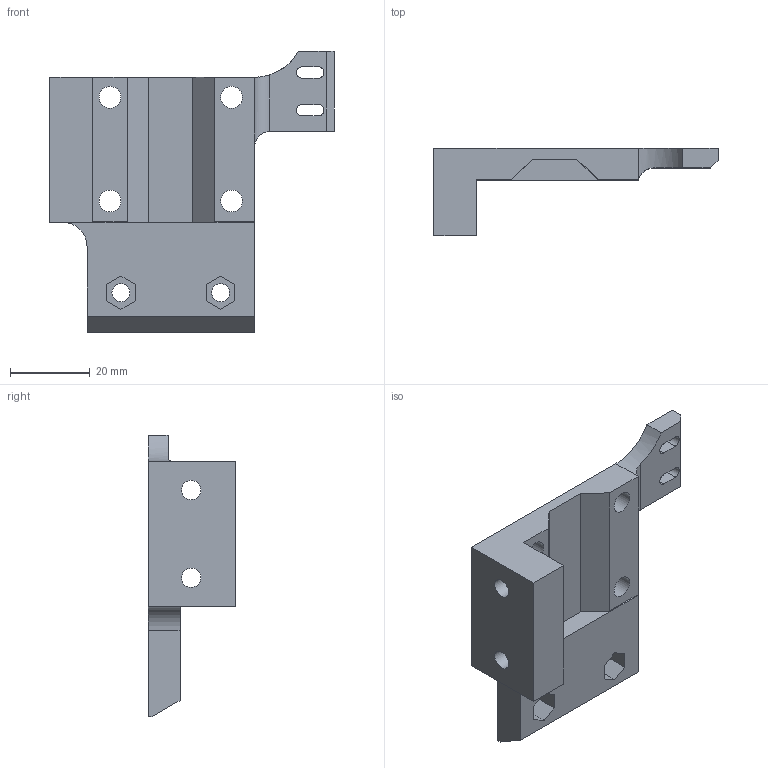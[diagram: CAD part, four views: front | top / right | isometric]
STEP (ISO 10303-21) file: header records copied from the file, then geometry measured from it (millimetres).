
Length unit declared in the file: millimetre
Products named in the file (1): Nosac Chained Raila
Bounding box: 71.35 x 22 x 70.5 mm (x, y, z)
Volume: 25778.7 mm3; surface area: 11115.2 mm2
Topology: 1 solids, 1 shells, 90 faces, 244 edges, 161 vertices
Faces by surface type: plane 61, cylinder 16, bspline 13
Full cylindrical faces by diameter (mm): 4.5 x2, 4.85 x2, 5.5 x4
Entity records: 2977 total; most frequent: CARTESIAN_POINT 687, ORIENTED_EDGE 488, DIRECTION 402, EDGE_CURVE 244, LINE 186, VECTOR 186, VERTEX_POINT 161, EDGE_LOOP 115
